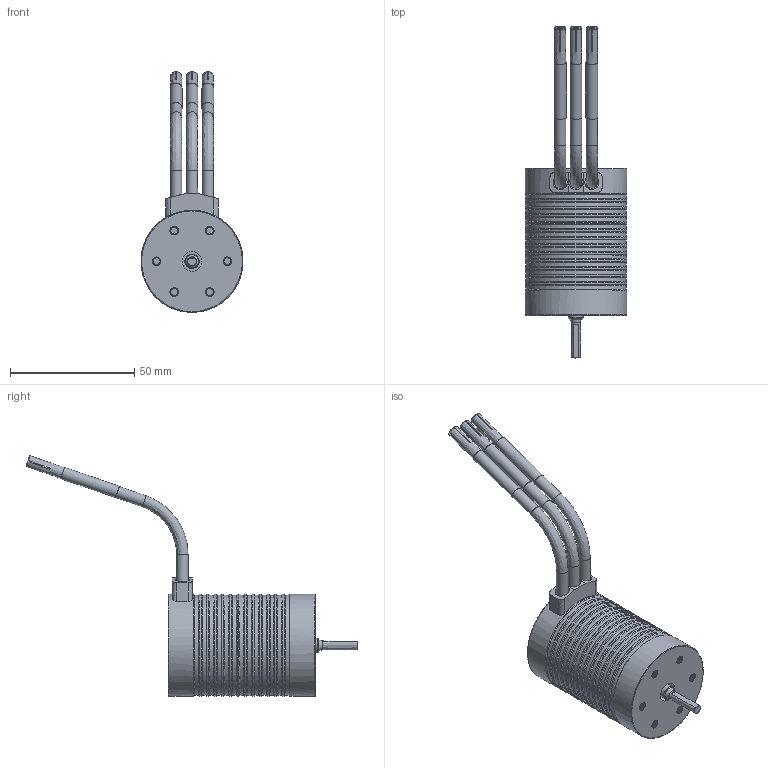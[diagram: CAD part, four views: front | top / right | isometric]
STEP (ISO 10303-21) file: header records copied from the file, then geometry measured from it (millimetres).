
FILE_DESCRIPTION(('FreeCAD Model'),'2;1');
FILE_NAME('Open CASCADE Shape Model','2025-05-02T19:46:54',('FreeCAD'),( 'FreeCAD'),'Open CASCADE STEP processor 7.6','FreeCAD','Unknown');
FILE_SCHEMA(('AUTOMOTIVE_DESIGN { 1 0 10303 214 1 1 1 1 }'));
Length unit declared in the file: millimetre
Products named in the file (1): Open CASCADE STEP translator 7.6 1
Bounding box: 41.09 x 133.74 x 96.97 mm (x, y, z)
Volume: 83258.6 mm3; surface area: 17670.5 mm2
Topology: 11 solids, 11 shells, 419 faces, 1096 edges, 710 vertices
Faces by surface type: bspline 419
Entity records: 26060 total; most frequent: CARTESIAN_POINT 19816, ORIENTED_EDGE 2192, EDGE_CURVE 1096, B_SPLINE_CURVE_WITH_KNOTS 810, VERTEX_POINT 710, FACE_BOUND 430, EDGE_LOOP 430, ADVANCED_FACE 419
